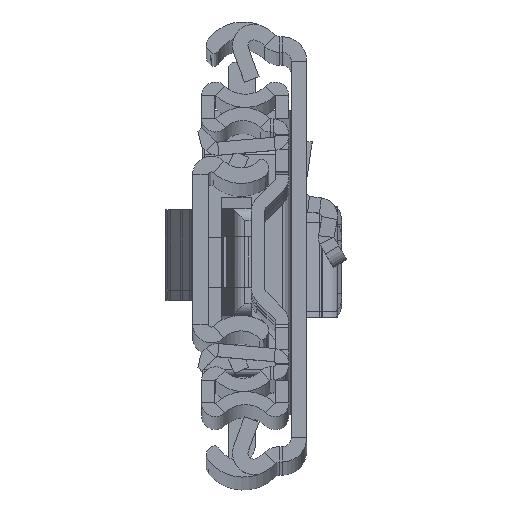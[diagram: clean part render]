
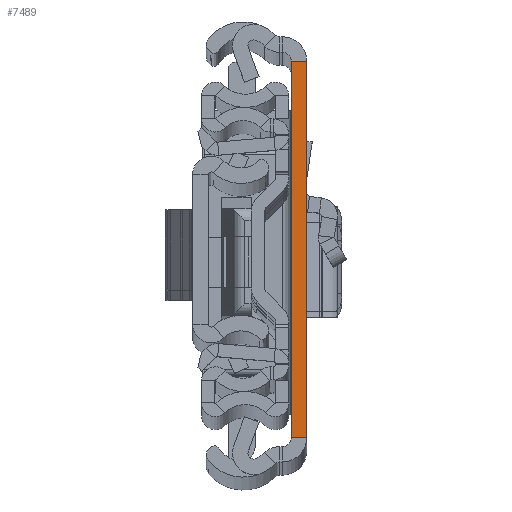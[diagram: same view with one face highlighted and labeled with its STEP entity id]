
A CAD part, top view. The second image highlights one B-rep face of the part: STEP entity #7489.
In plain terms, the highlighted planar face has unit normal (0, 0, 1).
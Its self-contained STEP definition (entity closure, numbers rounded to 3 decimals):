
#1050 = AXIS2_PLACEMENT_3D ( 'NONE', #3071, #18155, #4568 ) ;
#1878 = DIRECTION ( 'NONE',  ( 1., 0., 0. ) ) ;
#3071 = CARTESIAN_POINT ( 'NONE',  ( 2.6, -31.5, 0. ) ) ;
#3157 = VECTOR ( 'NONE', #7813, 1000. ) ;
#3544 = ORIENTED_EDGE ( 'NONE', *, *, #10164, .T. ) ;
#4281 = EDGE_CURVE ( 'NONE', #5557, #17623, #18131, .T. ) ;
#4568 = DIRECTION ( 'NONE',  ( 0., 1., 0. ) ) ;
#5192 = CARTESIAN_POINT ( 'NONE',  ( 0., -31.5, 0. ) ) ;
#5521 = CARTESIAN_POINT ( 'NONE',  ( 2.6, 31.5, 0. ) ) ;
#5557 = VERTEX_POINT ( 'NONE', #10860 ) ;
#5703 = VERTEX_POINT ( 'NONE', #5192 ) ;
#7189 = VERTEX_POINT ( 'NONE', #18655 ) ;
#7489 = ADVANCED_FACE ( 'NONE', ( #16265 ), #10427, .F. ) ;
#7813 = DIRECTION ( 'NONE',  ( 0., 1., 0. ) ) ;
#8958 = ORIENTED_EDGE ( 'NONE', *, *, #12210, .F. ) ;
#9185 = DIRECTION ( 'NONE',  ( 0., 1., 0. ) ) ;
#10164 = EDGE_CURVE ( 'NONE', #5703, #5557, #11924, .T. ) ;
#10427 = PLANE ( 'NONE',  #1050 ) ;
#10860 = CARTESIAN_POINT ( 'NONE',  ( 2.6, -31.5, 0. ) ) ;
#10957 = EDGE_CURVE ( 'NONE', #7189, #17623, #15220, .T. ) ;
#11872 = DIRECTION ( 'NONE',  ( 1., 0., 0. ) ) ;
#11924 = LINE ( 'NONE', #17967, #16337 ) ;
#12210 = EDGE_CURVE ( 'NONE', #5703, #7189, #12271, .T. ) ;
#12271 = LINE ( 'NONE', #16622, #15716 ) ;
#12782 = EDGE_LOOP ( 'NONE', ( #17621, #8958, #3544, #14462 ) ) ;
#14413 = VECTOR ( 'NONE', #11872, 1000. ) ;
#14462 = ORIENTED_EDGE ( 'NONE', *, *, #4281, .T. ) ;
#15027 = CARTESIAN_POINT ( 'NONE',  ( 2.6, 31.5, 0. ) ) ;
#15220 = LINE ( 'NONE', #15027, #14413 ) ;
#15716 = VECTOR ( 'NONE', #9185, 1000. ) ;
#16265 = FACE_OUTER_BOUND ( 'NONE', #12782, .T. ) ;
#16337 = VECTOR ( 'NONE', #1878, 1000. ) ;
#16622 = CARTESIAN_POINT ( 'NONE',  ( 0., -31.5, 0. ) ) ;
#16633 = CARTESIAN_POINT ( 'NONE',  ( 2.6, -31.5, 0. ) ) ;
#17621 = ORIENTED_EDGE ( 'NONE', *, *, #10957, .F. ) ;
#17623 = VERTEX_POINT ( 'NONE', #5521 ) ;
#17967 = CARTESIAN_POINT ( 'NONE',  ( 2.6, -31.5, 0. ) ) ;
#18131 = LINE ( 'NONE', #16633, #3157 ) ;
#18155 = DIRECTION ( 'NONE',  ( 0., 0., -1. ) ) ;
#18655 = CARTESIAN_POINT ( 'NONE',  ( 0., 31.5, 0. ) ) ;
